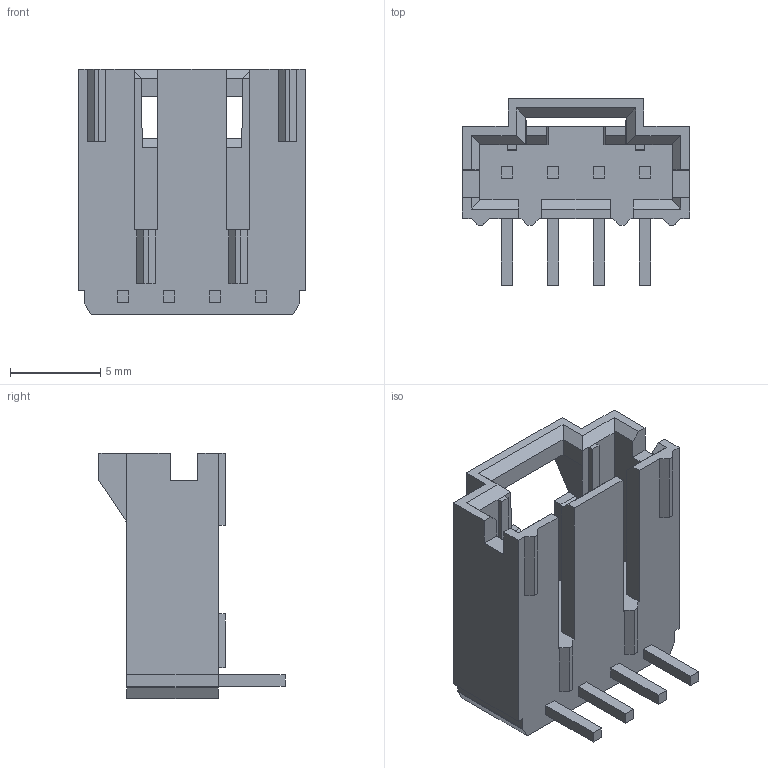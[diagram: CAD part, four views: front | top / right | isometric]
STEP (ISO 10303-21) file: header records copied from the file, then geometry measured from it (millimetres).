
FILE_DESCRIPTION(('FreeCAD Model'),'2;1');
FILE_NAME('Open CASCADE Shape Model','2022-07-13T17:53:57',('Author'),( ''),'Open CASCADE STEP processor 7.4','FreeCAD','Unknown');
FILE_SCHEMA(('AUTOMOTIVE_DESIGN { 1 0 10303 214 1 1 1 1 }'));
Length unit declared in the file: millimetre
Products named in the file (1): C-5-103635-3
Bounding box: 12.57 x 10.29 x 13.59 mm (x, y, z)
Volume: 541.7 mm3; surface area: 926.6 mm2
Topology: 1 solids, 1 shells, 130 faces, 352 edges, 230 vertices
Faces by surface type: plane 128, cylinder 2
Entity records: 4645 total; most frequent: CARTESIAN_POINT 713, ORIENTED_EDGE 704, DIRECTION 618, EDGE_CURVE 352, LINE 348, VECTOR 348, VERTEX_POINT 230, FACE_BOUND 138
